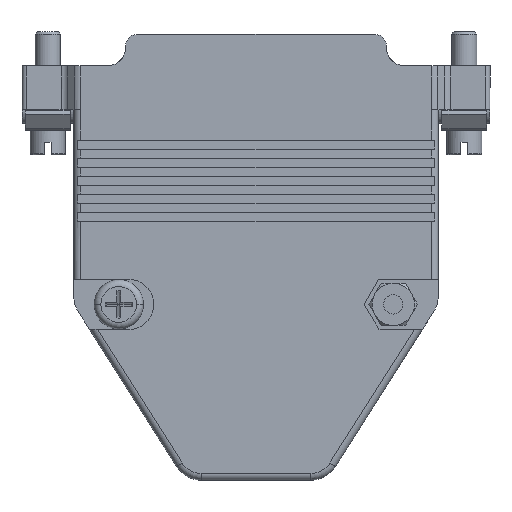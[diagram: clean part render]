
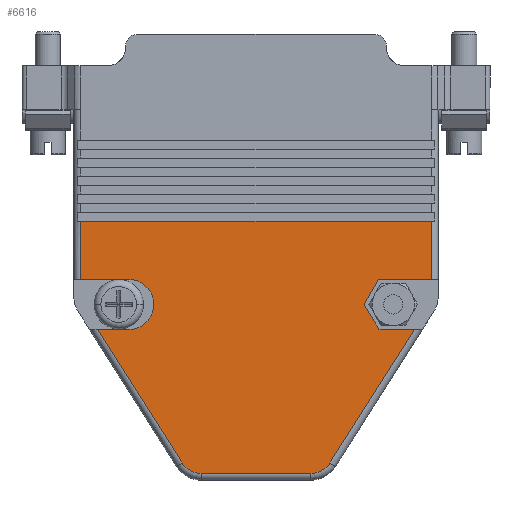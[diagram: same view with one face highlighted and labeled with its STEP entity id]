
A CAD part, front view. The second image highlights one B-rep face of the part: STEP entity #6616.
In plain terms, the highlighted face is planar.
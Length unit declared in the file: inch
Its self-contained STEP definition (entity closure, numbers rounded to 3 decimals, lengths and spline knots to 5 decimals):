
#460=VECTOR('',#7628,1.);
#461=VECTOR('',#7640,1.);
#463=VECTOR('',#7653,1.);
#468=VECTOR('',#7659,1.);
#471=VECTOR('',#7669,1.);
#490=VECTOR('',#7718,1.);
#494=VECTOR('',#7722,1.);
#495=VECTOR('',#7723,1.);
#496=VECTOR('',#7724,1.);
#497=VECTOR('',#7725,1.);
#498=VECTOR('',#7726,1.);
#499=VECTOR('',#7729,1.);
#1073=LINE('',#9727,#460);
#1074=LINE('',#9738,#461);
#1076=LINE('',#9750,#463);
#1081=LINE('',#9759,#468);
#1084=LINE('',#9770,#471);
#1103=LINE('',#9833,#490);
#1107=LINE('',#9840,#494);
#1108=LINE('',#9842,#495);
#1109=LINE('',#9843,#496);
#1110=LINE('',#9845,#497);
#1111=LINE('',#9847,#498);
#1112=LINE('',#9851,#499);
#1800=VERTEX_POINT('',#9721);
#1803=VERTEX_POINT('',#9726);
#1805=VERTEX_POINT('',#9731);
#1807=VERTEX_POINT('',#9737);
#1809=VERTEX_POINT('',#9743);
#1811=VERTEX_POINT('',#9749);
#1814=VERTEX_POINT('',#9758);
#1818=VERTEX_POINT('',#9769);
#1819=VERTEX_POINT('',#9771);
#1846=VERTEX_POINT('',#9834);
#1849=VERTEX_POINT('',#9841);
#1850=VERTEX_POINT('',#9844);
#1851=VERTEX_POINT('',#9846);
#1852=VERTEX_POINT('',#9848);
#1853=VERTEX_POINT('',#9850);
#2369=CIRCLE('',#11562,0.1);
#2373=CIRCLE('',#11568,0.1);
#2389=CIRCLE('',#11594,0.11111);
#2878=EDGE_CURVE('',#1803,#1800,#1073,.T.);
#2880=EDGE_CURVE('',#1805,#1803,#2369,.T.);
#2883=EDGE_CURVE('',#1807,#1805,#1074,.T.);
#2886=EDGE_CURVE('',#1809,#1807,#2373,.T.);
#2889=EDGE_CURVE('',#1811,#1809,#1076,.T.);
#2894=EDGE_CURVE('',#1814,#1811,#1081,.T.);
#2899=EDGE_CURVE('',#1818,#1819,#1084,.T.);
#2931=EDGE_CURVE('',#1819,#1846,#1103,.T.);
#2935=EDGE_CURVE('',#1849,#1814,#1107,.T.);
#2936=EDGE_CURVE('',#1846,#1849,#1108,.T.);
#2937=EDGE_CURVE('',#1850,#1818,#1109,.T.);
#2938=EDGE_CURVE('',#1851,#1850,#1110,.T.);
#2939=EDGE_CURVE('',#1852,#1851,#1111,.T.);
#2940=EDGE_CURVE('',#1853,#1852,#2389,.T.);
#2941=EDGE_CURVE('',#1800,#1853,#1112,.T.);
#4227=ORIENTED_EDGE('',*,*,#2889,.F.);
#4228=ORIENTED_EDGE('',*,*,#2894,.F.);
#4229=ORIENTED_EDGE('',*,*,#2935,.F.);
#4230=ORIENTED_EDGE('',*,*,#2936,.F.);
#4231=ORIENTED_EDGE('',*,*,#2931,.F.);
#4232=ORIENTED_EDGE('',*,*,#2899,.F.);
#4233=ORIENTED_EDGE('',*,*,#2937,.F.);
#4234=ORIENTED_EDGE('',*,*,#2938,.F.);
#4235=ORIENTED_EDGE('',*,*,#2939,.F.);
#4236=ORIENTED_EDGE('',*,*,#2940,.F.);
#4237=ORIENTED_EDGE('',*,*,#2941,.F.);
#4238=ORIENTED_EDGE('',*,*,#2878,.F.);
#4239=ORIENTED_EDGE('',*,*,#2880,.F.);
#4240=ORIENTED_EDGE('',*,*,#2883,.F.);
#4241=ORIENTED_EDGE('',*,*,#2886,.F.);
#5794=EDGE_LOOP('',(#4227,#4228,#4229,#4230,#4231,#4232,#4233,#4234,#4235,
#4236,#4237,#4238,#4239,#4240,#4241));
#6210=FACE_BOUND('',#5794,.T.);
#6616=ADVANCED_FACE('',(#6210),#6922,.T.);
#6922=PLANE('',#11549);
#7595=DIRECTION('',(-1.,0.,0.));
#7628=DIRECTION('',(0.,-0.845,0.535));
#7632=DIRECTION('',(1.,0.,0.));
#7633=DIRECTION('',(0.,0.088,0.048));
#7640=DIRECTION('',(0.,0.,1.));
#7645=DIRECTION('',(1.,0.,0.));
#7646=DIRECTION('',(0.,0.088,-0.048));
#7653=DIRECTION('',(0.,0.845,0.535));
#7659=DIRECTION('',(0.,0.,-1.));
#7669=DIRECTION('',(0.,1.,0.));
#7718=DIRECTION('',(0.,0.,1.));
#7722=DIRECTION('',(0.,0.855,-0.518));
#7723=DIRECTION('',(0.,0.866,0.5));
#7724=DIRECTION('',(0.,0.,-1.));
#7725=DIRECTION('',(0.,-1.,0.));
#7726=DIRECTION('',(0.,0.,1.));
#7727=DIRECTION('',(-1.,0.,0.));
#7728=DIRECTION('',(0.,-0.111,0.));
#7729=DIRECTION('',(0.,0.,-1.));
#9686=CARTESIAN_POINT('',(-0.35348,-0.3754,-1.45532));
#9721=CARTESIAN_POINT('',(-0.35348,0.88571,-0.2219));
#9726=CARTESIAN_POINT('',(-0.35348,1.4795,-0.59806));
#9727=CARTESIAN_POINT('',(-0.35348,1.04164,-0.32068));
#9731=CARTESIAN_POINT('',(-0.35348,1.52598,-0.68254));
#9732=CARTESIAN_POINT('',(-0.35348,1.42598,-0.68254));
#9737=CARTESIAN_POINT('',(-0.35348,1.52598,-1.16946));
#9738=CARTESIAN_POINT('',(-0.35348,1.52598,-1.34816));
#9743=CARTESIAN_POINT('',(-0.35348,1.4795,-1.25394));
#9744=CARTESIAN_POINT('',(-0.35348,1.42598,-1.16946));
#9749=CARTESIAN_POINT('',(-0.35348,0.8846,-1.6308));
#9750=CARTESIAN_POINT('',(-0.35348,0.41165,-1.93041));
#9758=CARTESIAN_POINT('',(-0.35348,0.8846,-1.47264));
#9759=CARTESIAN_POINT('',(-0.35348,0.8846,-1.47264));
#9769=CARTESIAN_POINT('',(-0.35348,0.4046,-1.706));
#9770=CARTESIAN_POINT('',(-0.35348,0.1996,-1.706));
#9771=CARTESIAN_POINT('',(-0.35348,0.66309,-1.706));
#9833=CARTESIAN_POINT('',(-0.35348,0.66309,-1.47038));
#9834=CARTESIAN_POINT('',(-0.35348,0.66309,-1.47038));
#9840=CARTESIAN_POINT('',(-0.35348,0.7746,-1.406));
#9841=CARTESIAN_POINT('',(-0.35348,0.7746,-1.406));
#9842=CARTESIAN_POINT('',(-0.35348,0.7746,-1.406));
#9843=CARTESIAN_POINT('',(-0.35348,0.4046,-0.13378));
#9844=CARTESIAN_POINT('',(-0.35348,0.4046,-0.146));
#9845=CARTESIAN_POINT('',(-0.35348,0.1996,-0.146));
#9846=CARTESIAN_POINT('',(-0.35348,0.66348,-0.146));
#9847=CARTESIAN_POINT('',(-0.35348,0.66348,-0.361));
#9848=CARTESIAN_POINT('',(-0.35348,0.66348,-0.361));
#9849=CARTESIAN_POINT('',(-0.35348,0.7746,-0.361));
#9850=CARTESIAN_POINT('',(-0.35348,0.88571,-0.361));
#9851=CARTESIAN_POINT('',(-0.35348,0.88571,-0.361));
#11549=AXIS2_PLACEMENT_3D('',#9686,#7595,$);
#11562=AXIS2_PLACEMENT_3D('',#9732,#7632,#7633);
#11568=AXIS2_PLACEMENT_3D('',#9744,#7645,#7646);
#11594=AXIS2_PLACEMENT_3D('',#9849,#7727,#7728);
